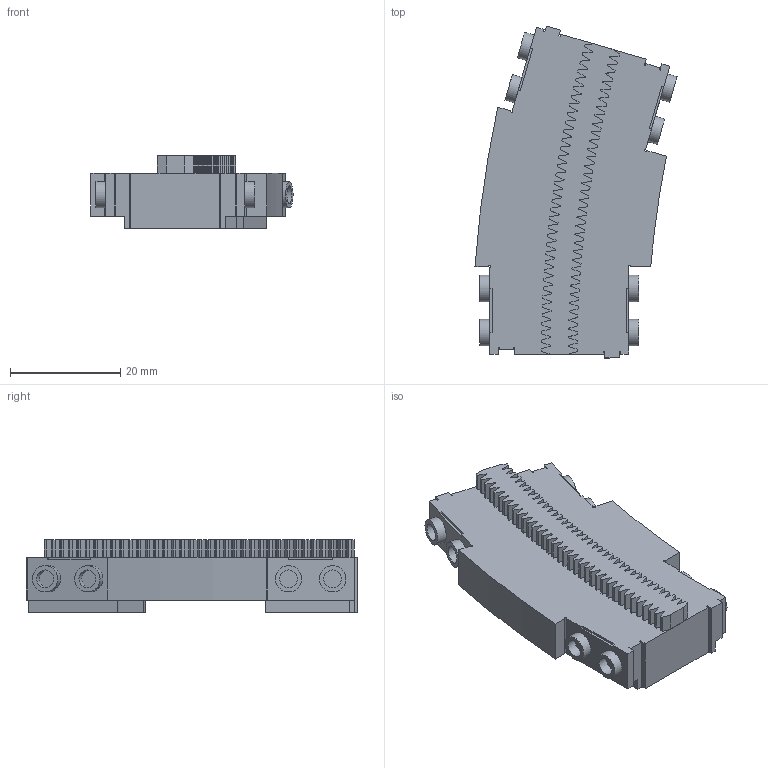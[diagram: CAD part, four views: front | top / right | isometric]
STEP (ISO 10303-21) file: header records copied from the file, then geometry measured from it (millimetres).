
FILE_DESCRIPTION(('Open CASCADE Model'),'2;1');
FILE_NAME('Open CASCADE Shape Model','2024-11-13T17:36:15',('Author'),( 'Open CASCADE'),'Open CASCADE STEP processor 7.7','Open CASCADE 7.7' ,'Unknown');
FILE_SCHEMA(('AUTOMOTIVE_DESIGN { 1 0 10303 214 1 1 1 1 }'));
Length unit declared in the file: millimetre
Products named in the file (1): Open CASCADE STEP translator 7.7 1
Bounding box: 36.68 x 60.24 x 13.2 mm (x, y, z)
Volume: 8762.7 mm3; surface area: 9624.8 mm2
Topology: 1 solids, 1 shells, 563 faces, 1616 edges, 1076 vertices
Faces by surface type: plane 451, cylinder 112
Full cylindrical faces by diameter (mm): 3.2 x8, 4.8 x8
Entity records: 39620 total; most frequent: CARTESIAN_POINT 7208, DIRECTION 6080, LINE 4400, VECTOR 4400, ORIENTED_EDGE 3232, PCURVE 3232, DEFINITIONAL_REPRESENTATION 3232, EDGE_CURVE 1616
